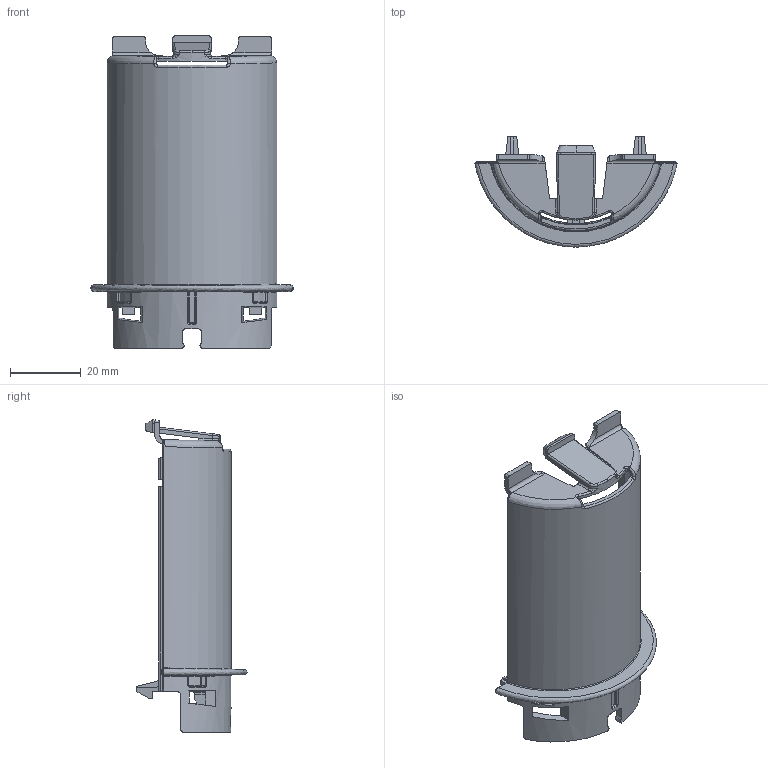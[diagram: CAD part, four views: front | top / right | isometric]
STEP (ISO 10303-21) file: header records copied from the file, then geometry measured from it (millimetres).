
FILE_DESCRIPTION (( 'STEP AP203' ), '1' );
FILE_NAME ('1725-G.STEP', '2016-09-21T07:27:59', ( '' ), ( '' ), 'SwSTEP 2.0', 'SolidWorks 2015', '' );
FILE_SCHEMA (( 'CONFIG_CONTROL_DESIGN' ));
Length unit declared in the file: millimetre
Products named in the file (1): 1725-G
Bounding box: 57.12 x 31.1 x 88.35 mm (x, y, z)
Volume: 11931.3 mm3; surface area: 13998.7 mm2
Topology: 1 solids, 1 shells, 372 faces, 986 edges, 598 vertices
Faces by surface type: bspline 141, plane 129, cylinder 86, sphere 12, cone 3, torus 1
Entity records: 17690 total; most frequent: CARTESIAN_POINT 10048, ORIENTED_EDGE 1936, DIRECTION 1121, EDGE_CURVE 968, VERTEX_POINT 594, LINE 383, VECTOR 383, EDGE_LOOP 374
